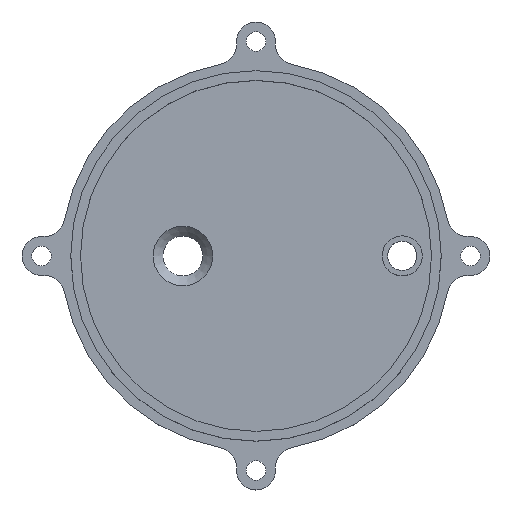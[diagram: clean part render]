
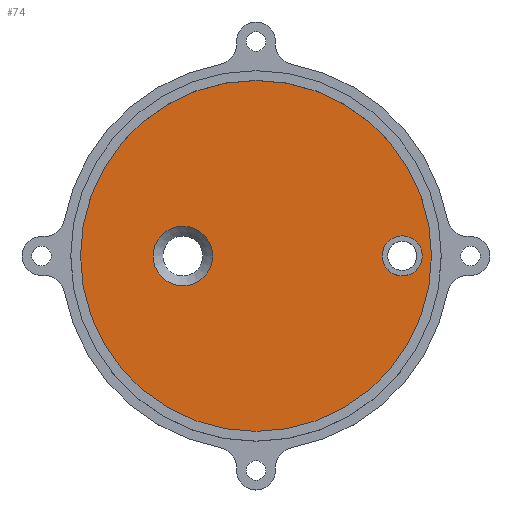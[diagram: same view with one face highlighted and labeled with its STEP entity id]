
A CAD part, top view. The second image highlights one B-rep face of the part: STEP entity #74.
In plain terms, the highlighted planar face has unit normal (0, 0, 1).
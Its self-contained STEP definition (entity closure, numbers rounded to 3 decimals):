
#74=ADVANCED_FACE('',(#306,#308,#310),#312,.T.);
#306=FACE_BOUND('',#307,.T.);
#307=EDGE_LOOP('',(#539));
#308=FACE_BOUND('',#309,.T.);
#309=EDGE_LOOP('',(#540));
#310=FACE_BOUND('',#311,.T.);
#311=EDGE_LOOP('',(#541));
#312=PLANE('',#313);
#313=AXIS2_PLACEMENT_3D('',#314,#315,#316);
#314=CARTESIAN_POINT('',(0.,0.,2.));
#315=DIRECTION('',(0.,0.,1.));
#316=DIRECTION('',(-1.,0.,0.));
#539=ORIENTED_EDGE('',*,*,#667,.T.);
#540=ORIENTED_EDGE('',*,*,#664,.T.);
#541=ORIENTED_EDGE('',*,*,#668,.F.);
#664=EDGE_CURVE('',#814,#814,#815,.F.);
#667=EDGE_CURVE('',#820,#820,#821,.T.);
#668=EDGE_CURVE('',#822,#822,#823,.T.);
#814=VERTEX_POINT('',#1182);
#815=CIRCLE('',#1183,6.1);
#820=VERTEX_POINT('',#1197);
#821=CIRCLE('',#1198,36.);
#822=VERTEX_POINT('',#1202);
#823=CIRCLE('',#1203,4.1);
#1182=CARTESIAN_POINT('',(-21.1,0.,2.));
#1183=AXIS2_PLACEMENT_3D('',#1184,#1185,#1186);
#1184=CARTESIAN_POINT('',(-15.,0.,2.));
#1185=DIRECTION('',(0.,0.,1.));
#1186=DIRECTION('',(-1.,0.,0.));
#1197=CARTESIAN_POINT('',(-36.,0.,2.));
#1198=AXIS2_PLACEMENT_3D('',#1199,#1200,#1201);
#1199=CARTESIAN_POINT('',(0.,0.,2.));
#1200=DIRECTION('',(0.,0.,1.));
#1201=DIRECTION('',(-1.,0.,0.));
#1202=CARTESIAN_POINT('',(25.9,0.,2.));
#1203=AXIS2_PLACEMENT_3D('',#1204,#1205,#1206);
#1204=CARTESIAN_POINT('',(30.,0.,2.));
#1205=DIRECTION('',(0.,0.,1.));
#1206=DIRECTION('',(-1.,0.,0.));
